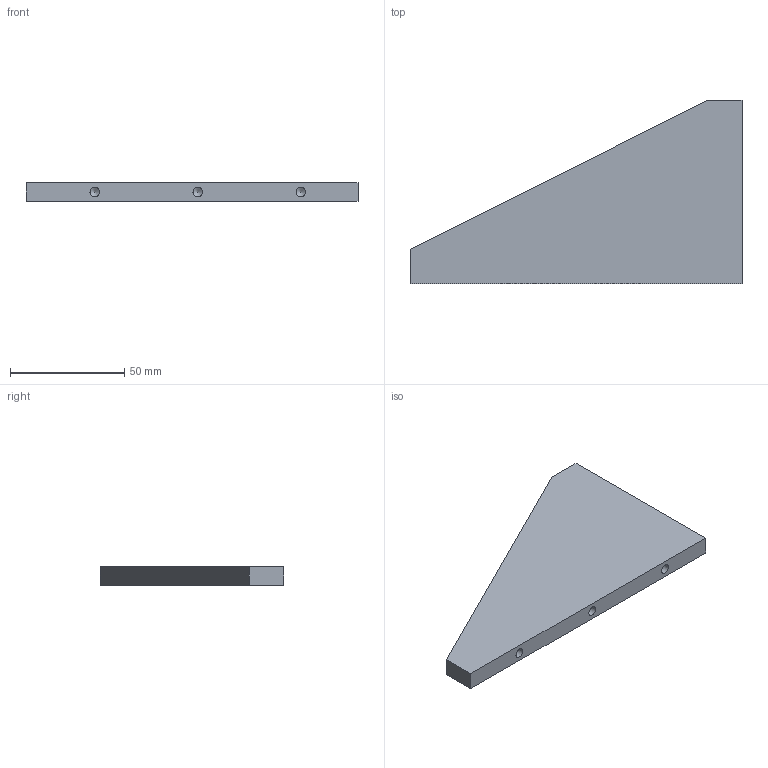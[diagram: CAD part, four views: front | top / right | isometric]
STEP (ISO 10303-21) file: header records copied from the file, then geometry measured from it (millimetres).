
FILE_DESCRIPTION(/* description */ ('Nervura Base Guias','CAx-IF Rec.Pracs.---Representation and Presentation of Product Manufacturing Information (PMI)---4.0---2014-10-13'),/* implementation_level */ '2;1');
FILE_NAME(/* name */ 'MD05-01-003 - Nervura Base Guias.stp',/* time_stamp */ '2025-09-15T15:48:16-04:00',/* author */ ('wandr'),/* organization */ ('ELGIN'),/* preprocessor_version */ 'ST-DEVELOPER v20.1',/* originating_system */ 'Autodesk Inventor 2026',/* authorisation */ '');
FILE_SCHEMA (('AP242_MANAGED_MODEL_BASED_3D_ENGINEERING_MIM_LF { 1 0 10303 442 2 1 4 }'));
Length unit declared in the file: millimetre
Products named in the file (1): MD05-01-003
Bounding box: 145 x 80 x 8 mm (x, y, z)
Volume: 57965.5 mm3; surface area: 18938 mm2
Topology: 1 solids, 1 shells, 17 faces, 40 edges, 25 vertices
Faces by surface type: plane 7, cone 5, cylinder 5
Full cylindrical faces by diameter (mm): 4.134 x5
Entity records: 698 total; most frequent: CARTESIAN_POINT 124, DIRECTION 113, ORIENTED_EDGE 70, AXIS2_PLACEMENT_3D 44, EDGE_CURVE 35, LINE 25, VECTOR 25, VERTEX_POINT 25
